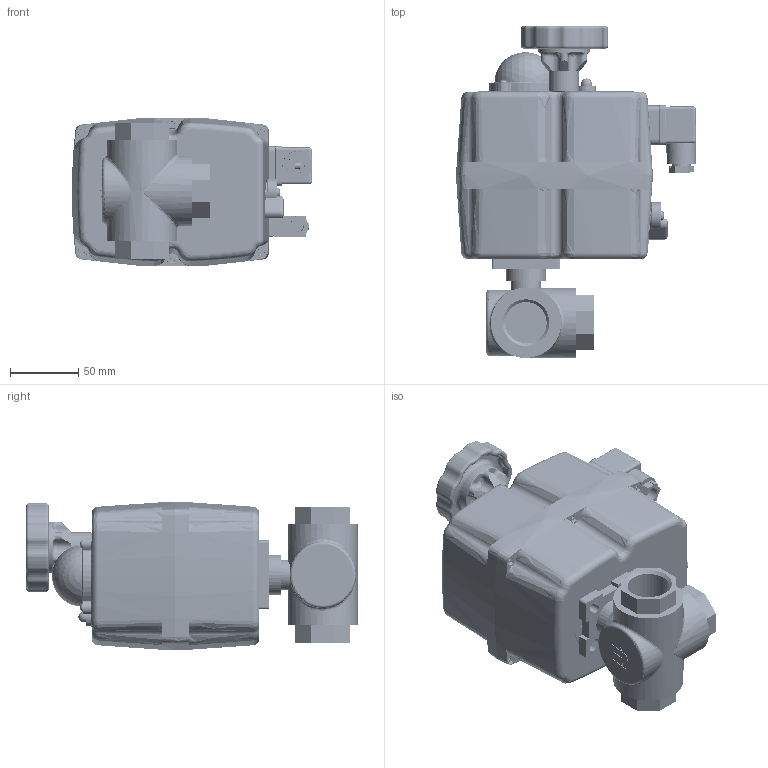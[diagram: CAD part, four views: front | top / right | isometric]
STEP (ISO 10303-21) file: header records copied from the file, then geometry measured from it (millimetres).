
FILE_DESCRIPTION (( 'STEP AP214' ), '1' );
FILE_NAME ('EK09_DN25.STEP', '2021-06-30T14:58:00', ( '' ), ( '' ), 'SwSTEP 2.0', 'SolidWorks 2021', '' );
FILE_SCHEMA (( 'AUTOMOTIVE_DESIGN' ));
Length unit declared in the file: millimetre
Products named in the file (3): EK09_DN25 Kugelhahn_ohne Hebel (GK09); EK09_DN25; AN01_S20-35
Assembly tree (2 placements, depth 2):
  EK09_DN25
    EK09_DN25 Kugelhahn_ohne Hebel (GK09)
    AN01_S20-35
Bounding box: 176.14 x 243.25 x 108.76 mm (x, y, z)
Volume: 725491.5 mm3; surface area: 320400 mm2
Topology: 63 solids, 63 shells, 5087 faces, 12476 edges, 7571 vertices
Faces by surface type: cylinder 1662, plane 1247, cone 1118, torus 608, bspline 328, sphere 124
Entity records: 189968 total; most frequent: CARTESIAN_POINT 68617, DIRECTION 26765, ORIENTED_EDGE 24692, EDGE_CURVE 12346, AXIS2_PLACEMENT_3D 10789, VERTEX_POINT 7563, CIRCLE 6025, EDGE_LOOP 5439
